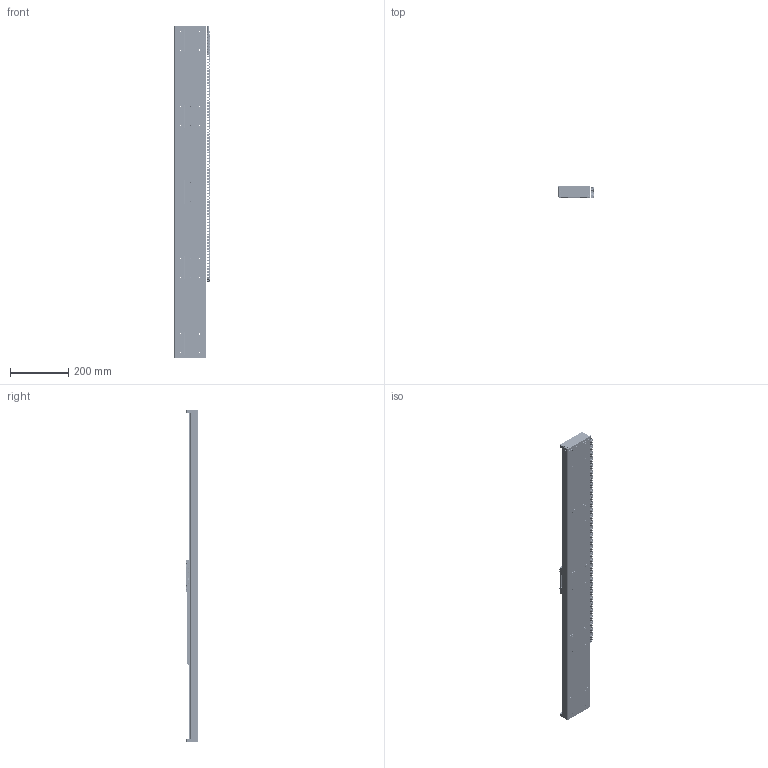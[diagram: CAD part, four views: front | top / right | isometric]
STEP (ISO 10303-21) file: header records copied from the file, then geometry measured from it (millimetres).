
FILE_DESCRIPTION (( 'STEP AP214' ), '1' );
FILE_NAME ('PPS-110-15XXX.STEP', '2023-03-02T22:34:08', ( '' ), ( '' ), 'SwSTEP 2.0', 'SolidWorks 2020', '' );
FILE_SCHEMA (( 'AUTOMOTIVE_DESIGN' ));
Length unit declared in the file: millimetre
Products named in the file (72): 29; Cable Chain exit cable; 52; 4; 31; 50; 14; 53; 1; 45; Screw, SHCS-S, M-DIN._M3 x 0.5 x 08mm; 22; 11; 37; 7; 26; 18; 430714 PPS-110, Carriage Cable Cover; 32; 55; 25; 27; 16; 6; IGUS E3-3 7w 15br_1000mm; 43; 44; 3; 41; 19; 130242 Bearing, Slide Rail, PPS-110 (SEBS9B Track)_1000mm; 33; 35; Screw, SHCS-L, M-DIN_M3 x 0.5 x 06mm; 15; 130242 Bearing, Slide Rail, PPS-110 (SEBS9B Slide); 40; 430712 PPS-110, End Plate, Linear Motor; 23; 39 ...
Assembly tree (226 placements, depth 3):
  PPS-110-15XXX
    PPS-110 Base Demo Assembly_2022_1000mm Travel Piezo Motor
      PPS-110, Base, Master Part_1000mm Stepper & Peizo
      Screw, SHCS-S, M-DIN._M3 x 0.5 x 08mm  x62
      130242 Bearing, Slide Rail, PPS-110 (SEBS9B Track)_1000mm  x2
      430712 PPS-110, End Plate, Linear Motor  x2
      Screw, SHCS-S, M-DIN._M3 x 0.5 x 10mm  x8
    PPS-110 Carriage Demo Assembly_2022_Piezo Motor
      430715 PPS-110, Carriage, L110, Piezo Motor_Piezo CF spring
      430714 PPS-110, Carriage Cable Cover
      SCREW, MS-PPH, M-JCIS 1_M1.6 x 0.35 x 3mm  x10
      130242 Bearing, Slide Rail, PPS-110 (SEBS9B Slide)  x4
      Screw, SHCS-L, M-DIN_M3 x 0.5 x 06mm  x16
    IGUS E3-3 7w 15br_1000mm
      1
      2
      3
      4
      5
      6
      7
      8
      9
      10
      11
      12
      13
      14
      15
      16
      17
      18
      19
      20
      21
      22
      23
      24
      25
      26
      27
      28
      29
      30
      31
      32
      33
      34
      35
      36
      37
      38
      39
      40
      41
      42
      43
      44
      45
      46
Bounding box: 121.95 x 40 x 1140 mm (x, y, z)
Volume: 1736036.3 mm3; surface area: 616087.4 mm2
Topology: 223 solids, 223 shells, 10239 faces, 25305 edges, 15881 vertices
Faces by surface type: plane 5246, cylinder 3579, torus 748, cone 666
Entity records: 172395 total; most frequent: DIRECTION 25562, CARTESIAN_POINT 24165, ORIENTED_EDGE 23128, EDGE_CURVE 11564, AXIS2_PLACEMENT_3D 9221, VERTEX_POINT 7536, VECTOR 7120, LINE 7120
